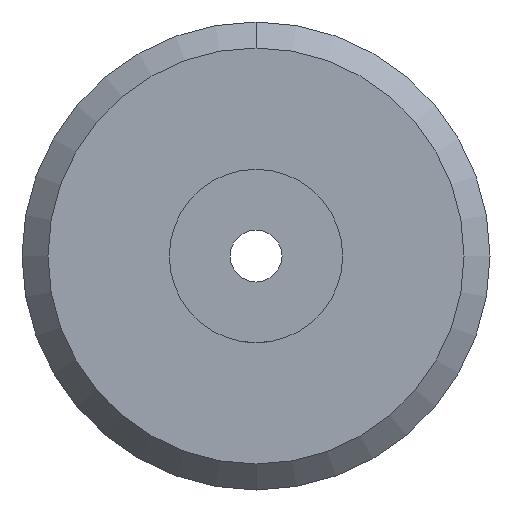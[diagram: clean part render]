
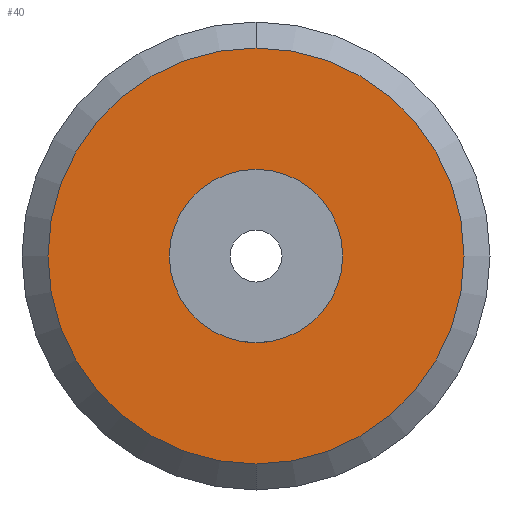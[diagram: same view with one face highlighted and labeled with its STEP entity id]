
A CAD part, front view. The second image highlights one B-rep face of the part: STEP entity #40.
In plain terms, the highlighted planar face has unit normal (0, -1, 0).
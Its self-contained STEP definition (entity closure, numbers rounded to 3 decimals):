
#6 = DIRECTION ( 'NONE',  ( 0., 0., -1. ) ) ;
#35 = AXIS2_PLACEMENT_3D ( 'NONE', #57, #149, #6 ) ;
#40 = ADVANCED_FACE ( 'NONE', ( #212, #355 ), #472, .T. ) ;
#57 = CARTESIAN_POINT ( 'NONE',  ( 0., 6., 0. ) ) ;
#59 = VERTEX_POINT ( 'NONE', #329 ) ;
#92 = DIRECTION ( 'NONE',  ( 0., 0., -1. ) ) ;
#120 = AXIS2_PLACEMENT_3D ( 'NONE', #204, #395, #526 ) ;
#149 = DIRECTION ( 'NONE',  ( 0., -1., 0. ) ) ;
#180 = CARTESIAN_POINT ( 'NONE',  ( 10., 6., 0. ) ) ;
#188 = CARTESIAN_POINT ( 'NONE',  ( 0., 6., 24. ) ) ;
#198 = VERTEX_POINT ( 'NONE', #524 ) ;
#203 = CIRCLE ( 'NONE', #533, 24. ) ;
#204 = CARTESIAN_POINT ( 'NONE',  ( 0., 6., 0. ) ) ;
#207 = CARTESIAN_POINT ( 'NONE',  ( 0., 6., 0. ) ) ;
#212 = FACE_OUTER_BOUND ( 'NONE', #596, .T. ) ;
#223 = ORIENTED_EDGE ( 'NONE', *, *, #570, .F. ) ;
#236 = EDGE_CURVE ( 'NONE', #59, #246, #203, .T. ) ;
#246 = VERTEX_POINT ( 'NONE', #188 ) ;
#276 = EDGE_CURVE ( 'NONE', #522, #198, #417, .T. ) ;
#291 = ORIENTED_EDGE ( 'NONE', *, *, #315, .T. ) ;
#315 = EDGE_CURVE ( 'NONE', #246, #59, #539, .T. ) ;
#329 = CARTESIAN_POINT ( 'NONE',  ( 0., 6., -24. ) ) ;
#341 = EDGE_LOOP ( 'NONE', ( #503, #223 ) ) ;
#349 = CARTESIAN_POINT ( 'NONE',  ( 0., 6., 0. ) ) ;
#355 = FACE_BOUND ( 'NONE', #341, .T. ) ;
#363 = CARTESIAN_POINT ( 'NONE',  ( 0., 6., -10. ) ) ;
#390 = AXIS2_PLACEMENT_3D ( 'NONE', #180, #546, #92 ) ;
#395 = DIRECTION ( 'NONE',  ( 0., -1., 0. ) ) ;
#417 = CIRCLE ( 'NONE', #445, 10. ) ;
#445 = AXIS2_PLACEMENT_3D ( 'NONE', #349, #486, #487 ) ;
#472 = PLANE ( 'NONE',  #390 ) ;
#486 = DIRECTION ( 'NONE',  ( 0., -1., 0. ) ) ;
#487 = DIRECTION ( 'NONE',  ( 0., 0., -1. ) ) ;
#503 = ORIENTED_EDGE ( 'NONE', *, *, #276, .F. ) ;
#522 = VERTEX_POINT ( 'NONE', #363 ) ;
#524 = CARTESIAN_POINT ( 'NONE',  ( 0., 6., 10. ) ) ;
#526 = DIRECTION ( 'NONE',  ( 0., 0., -1. ) ) ;
#533 = AXIS2_PLACEMENT_3D ( 'NONE', #207, #563, #569 ) ;
#539 = CIRCLE ( 'NONE', #120, 24. ) ;
#546 = DIRECTION ( 'NONE',  ( 0., -1., 0. ) ) ;
#551 = ORIENTED_EDGE ( 'NONE', *, *, #236, .T. ) ;
#563 = DIRECTION ( 'NONE',  ( 0., -1., 0. ) ) ;
#569 = DIRECTION ( 'NONE',  ( 0., 0., -1. ) ) ;
#570 = EDGE_CURVE ( 'NONE', #198, #522, #590, .T. ) ;
#590 = CIRCLE ( 'NONE', #35, 10. ) ;
#596 = EDGE_LOOP ( 'NONE', ( #291, #551 ) ) ;
